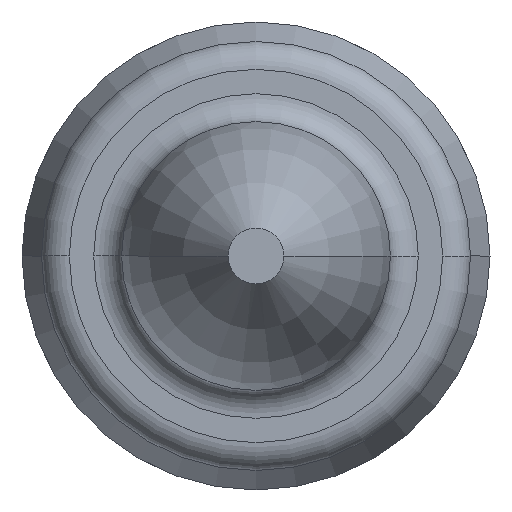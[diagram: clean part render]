
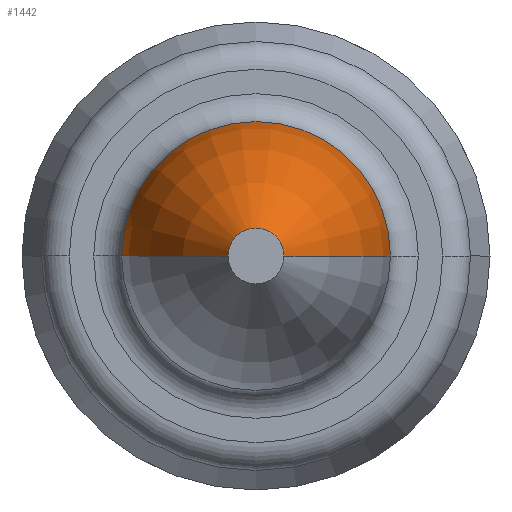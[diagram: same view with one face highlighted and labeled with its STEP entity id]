
A CAD part, front view. The second image highlights one B-rep face of the part: STEP entity #1442.
In plain terms, the highlighted toroidal (fillet/blend) face has major radius 0.644 mm and minor radius 0.889 mm.
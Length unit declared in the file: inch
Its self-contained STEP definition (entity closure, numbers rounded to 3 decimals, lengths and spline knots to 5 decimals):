
#4 = CARTESIAN_POINT ( 'NONE',  ( 0.002, 0.08412, 0. ) ) ;
#27 = CARTESIAN_POINT ( 'NONE',  ( 0., 0.06228, 0. ) ) ;
#34 = CARTESIAN_POINT ( 'NONE',  ( -0.00965, 0.06228, 0. ) ) ;
#44 = DIRECTION ( 'NONE',  ( 0., 1., 0. ) ) ;
#47 = DIRECTION ( 'NONE',  ( -1., 0., 0. ) ) ;
#196 = AXIS2_PLACEMENT_3D ( 'NONE', #1686, #1915, #1846 ) ;
#238 = ORIENTED_EDGE ( 'NONE', *, *, #496, .F. ) ;
#258 = CIRCLE ( 'NONE', #1368, 0.035 ) ;
#293 = DIRECTION ( 'NONE',  ( 1., 0., 0. ) ) ;
#334 = VERTEX_POINT ( 'NONE', #2471 ) ;
#496 = EDGE_CURVE ( 'NONE', #334, #2179, #2129, .T. ) ;
#591 = CIRCLE ( 'NONE', #2011, 0.035 ) ;
#764 = EDGE_CURVE ( 'NONE', #1438, #1271, #1826, .T. ) ;
#919 = EDGE_LOOP ( 'NONE', ( #1151, #1193, #238, #2049 ) ) ;
#1064 = CARTESIAN_POINT ( 'NONE',  ( -0.02535, 0.06228, 0. ) ) ;
#1088 = CARTESIAN_POINT ( 'NONE',  ( 0.02535, 0.06228, 0. ) ) ;
#1151 = ORIENTED_EDGE ( 'NONE', *, *, #764, .T. ) ;
#1193 = ORIENTED_EDGE ( 'NONE', *, *, #1426, .T. ) ;
#1271 = VERTEX_POINT ( 'NONE', #2273 ) ;
#1288 = DIRECTION ( 'NONE',  ( -1., 0., 0. ) ) ;
#1368 = AXIS2_PLACEMENT_3D ( 'NONE', #1064, #2443, #293 ) ;
#1400 = FACE_OUTER_BOUND ( 'NONE', #919, .T. ) ;
#1426 = EDGE_CURVE ( 'NONE', #1271, #2179, #258, .T. ) ;
#1438 = VERTEX_POINT ( 'NONE', #34 ) ;
#1442 = ADVANCED_FACE ( 'NONE', ( #1400 ), #2439, .T. ) ;
#1686 = CARTESIAN_POINT ( 'NONE',  ( 0., 0.08412, 0. ) ) ;
#1722 = CARTESIAN_POINT ( 'NONE',  ( 0., 0.06228, 0. ) ) ;
#1724 = DIRECTION ( 'NONE',  ( 0., 1., 0. ) ) ;
#1735 = DIRECTION ( 'NONE',  ( -1., 0., 0. ) ) ;
#1826 = CIRCLE ( 'NONE', #2295, 0.00965 ) ;
#1846 = DIRECTION ( 'NONE',  ( -1., 0., 0. ) ) ;
#1891 = AXIS2_PLACEMENT_3D ( 'NONE', #27, #44, #47 ) ;
#1915 = DIRECTION ( 'NONE',  ( 0., 1., 0. ) ) ;
#2011 = AXIS2_PLACEMENT_3D ( 'NONE', #1088, #2475, #1288 ) ;
#2049 = ORIENTED_EDGE ( 'NONE', *, *, #2483, .F. ) ;
#2129 = CIRCLE ( 'NONE', #196, 0.002 ) ;
#2179 = VERTEX_POINT ( 'NONE', #4 ) ;
#2273 = CARTESIAN_POINT ( 'NONE',  ( 0.00965, 0.06228, 0. ) ) ;
#2295 = AXIS2_PLACEMENT_3D ( 'NONE', #1722, #1724, #1735 ) ;
#2439 = TOROIDAL_SURFACE ( 'NONE', #1891, -0.02535, 0.035 ) ;
#2443 = DIRECTION ( 'NONE',  ( 0., 0., 1. ) ) ;
#2471 = CARTESIAN_POINT ( 'NONE',  ( -0.002, 0.08412, 0. ) ) ;
#2475 = DIRECTION ( 'NONE',  ( 0., 0., -1. ) ) ;
#2483 = EDGE_CURVE ( 'NONE', #1438, #334, #591, .T. ) ;
